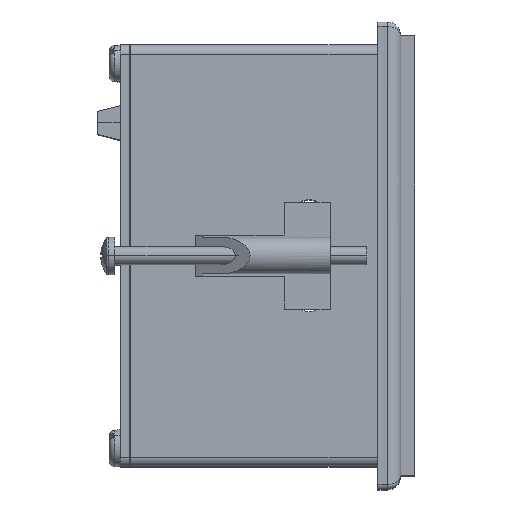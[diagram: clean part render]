
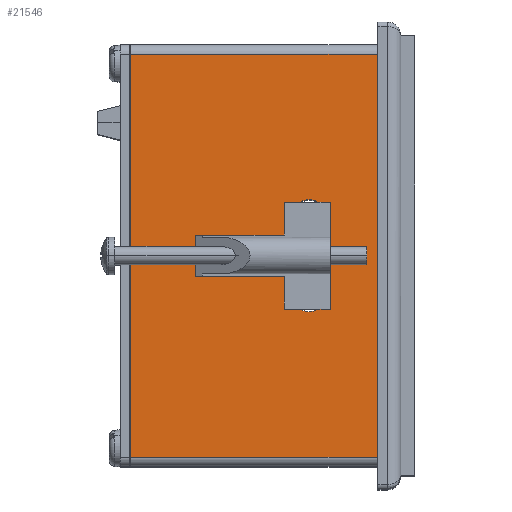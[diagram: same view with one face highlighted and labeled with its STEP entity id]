
A CAD part, top view. The second image highlights one B-rep face of the part: STEP entity #21546.
In plain terms, the highlighted face is planar.
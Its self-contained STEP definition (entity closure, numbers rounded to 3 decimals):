
#8036 = CARTESIAN_POINT ( 'NONE',  ( 0., 2., 56. ) ) ;
#13551 = DIRECTION ( 'NONE',  ( 0., 0., 1. ) ) ;
#13552 = VECTOR ( 'NONE', #13551, 1000. ) ;
#13553 = CARTESIAN_POINT ( 'NONE',  ( 0., 2., 56. ) ) ;
#13563 = LINE ( 'NONE', #13553, #13552 ) ;
#15306 = EDGE_CURVE ( 'NONE', #15308, #43888, #25946, .T. ) ;
#15308 = VERTEX_POINT ( 'NONE', #25948 ) ;
#15426 = EDGE_CURVE ( 'NONE', #51641, #34196, #26432, .T. ) ;
#15437 = VERTEX_POINT ( 'NONE', #26416 ) ;
#16056 = ORIENTED_EDGE ( 'NONE', *, *, #15426, .F. ) ;
#16336 = VERTEX_POINT ( 'NONE', #8036 ) ;
#16337 = ORIENTED_EDGE ( 'NONE', *, *, #34380, .F. ) ;
#16339 = ORIENTED_EDGE ( 'NONE', *, *, #15306, .T. ) ;
#17444 = ORIENTED_EDGE ( 'NONE', *, *, #17450, .T. ) ;
#17450 = EDGE_CURVE ( 'NONE', #43888, #16336, #13563, .T. ) ;
#21538 = ORIENTED_EDGE ( 'NONE', *, *, #44466, .F. ) ;
#21539 = ORIENTED_EDGE ( 'NONE', *, *, #21547, .F. ) ;
#21540 = EDGE_LOOP ( 'NONE', ( #21539, #21538 ) ) ;
#21541 = ORIENTED_EDGE ( 'NONE', *, *, #35361, .F. ) ;
#21542 = EDGE_LOOP ( 'NONE', ( #16339, #17444, #16337, #34099 ) ) ;
#21543 = EDGE_LOOP ( 'NONE', ( #16056, #21541 ) ) ;
#21546 = ADVANCED_FACE ( 'NONE', ( #44318, #44289, #44227 ), #44287, .F. ) ;
#21547 = EDGE_CURVE ( 'NONE', #44442, #53051, #44376, .T. ) ;
#25943 = DIRECTION ( 'NONE',  ( 0., -1., 0. ) ) ;
#25944 = VECTOR ( 'NONE', #25943, 1000. ) ;
#25946 = LINE ( 'NONE', #25958, #25944 ) ;
#25948 = CARTESIAN_POINT ( 'NONE',  ( 0., 90., 0. ) ) ;
#25958 = CARTESIAN_POINT ( 'NONE',  ( 0., 0., 0. ) ) ;
#26416 = CARTESIAN_POINT ( 'NONE',  ( 0., 90., 56. ) ) ;
#26420 = DIRECTION ( 'NONE',  ( 0., -1., 0. ) ) ;
#26421 = DIRECTION ( 'NONE',  ( -1., 0., 0. ) ) ;
#26422 = CARTESIAN_POINT ( 'NONE',  ( 0., 55., 39. ) ) ;
#26423 = AXIS2_PLACEMENT_3D ( 'NONE', #26422, #26421, #26420 ) ;
#26432 = CIRCLE ( 'NONE', #26423, 3.25 ) ;
#34099 = ORIENTED_EDGE ( 'NONE', *, *, #34387, .T. ) ;
#34196 = VERTEX_POINT ( 'NONE', #38356 ) ;
#34380 = EDGE_CURVE ( 'NONE', #15437, #16336, #39110, .T. ) ;
#34387 = EDGE_CURVE ( 'NONE', #15437, #15308, #39169, .T. ) ;
#35361 = EDGE_CURVE ( 'NONE', #34196, #51641, #39414, .T. ) ;
#38356 = CARTESIAN_POINT ( 'NONE',  ( 0., 58.25, 39. ) ) ;
#39110 = LINE ( 'NONE', #39138, #39201 ) ;
#39138 = CARTESIAN_POINT ( 'NONE',  ( 0., 0., 56. ) ) ;
#39166 = DIRECTION ( 'NONE',  ( 0., 0., -1. ) ) ;
#39167 = VECTOR ( 'NONE', #39166, 1000. ) ;
#39169 = LINE ( 'NONE', #39182, #39167 ) ;
#39182 = CARTESIAN_POINT ( 'NONE',  ( 0., 90., 56. ) ) ;
#39199 = DIRECTION ( 'NONE',  ( 0., -1., 0. ) ) ;
#39201 = VECTOR ( 'NONE', #39199, 1000. ) ;
#39414 = CIRCLE ( 'NONE', #39495, 3.25 ) ;
#39474 = DIRECTION ( 'NONE',  ( 0., -1., 0. ) ) ;
#39485 = CARTESIAN_POINT ( 'NONE',  ( 0., 55., 39. ) ) ;
#39492 = DIRECTION ( 'NONE',  ( -1., 0., 0. ) ) ;
#39495 = AXIS2_PLACEMENT_3D ( 'NONE', #39485, #39492, #39474 ) ;
#43888 = VERTEX_POINT ( 'NONE', #48467 ) ;
#44227 = FACE_OUTER_BOUND ( 'NONE', #21542, .T. ) ;
#44284 = CARTESIAN_POINT ( 'NONE',  ( 0., 0., 56. ) ) ;
#44287 = PLANE ( 'NONE',  #44327 ) ;
#44289 = FACE_BOUND ( 'NONE', #21543, .T. ) ;
#44305 = DIRECTION ( 'NONE',  ( 1., 0., 0. ) ) ;
#44318 = FACE_BOUND ( 'NONE', #21540, .T. ) ;
#44327 = AXIS2_PLACEMENT_3D ( 'NONE', #44284, #44305, #44375 ) ;
#44366 = DIRECTION ( 'NONE',  ( 0., -1., 0. ) ) ;
#44368 = DIRECTION ( 'NONE',  ( -1., 0., 0. ) ) ;
#44369 = CARTESIAN_POINT ( 'NONE',  ( 0., 37., 39. ) ) ;
#44370 = AXIS2_PLACEMENT_3D ( 'NONE', #44369, #44368, #44366 ) ;
#44375 = DIRECTION ( 'NONE',  ( 0., 1., 0. ) ) ;
#44376 = CIRCLE ( 'NONE', #44370, 3.25 ) ;
#44442 = VERTEX_POINT ( 'NONE', #49187 ) ;
#44466 = EDGE_CURVE ( 'NONE', #53051, #44442, #49236, .T. ) ;
#48467 = CARTESIAN_POINT ( 'NONE',  ( 0., 2., 0. ) ) ;
#49187 = CARTESIAN_POINT ( 'NONE',  ( 0., 33.75, 39. ) ) ;
#49224 = CARTESIAN_POINT ( 'NONE',  ( 0., 37., 39. ) ) ;
#49236 = CIRCLE ( 'NONE', #49331, 3.25 ) ;
#49327 = DIRECTION ( 'NONE',  ( 0., -1., 0. ) ) ;
#49329 = DIRECTION ( 'NONE',  ( -1., 0., 0. ) ) ;
#49331 = AXIS2_PLACEMENT_3D ( 'NONE', #49224, #49329, #49327 ) ;
#49389 = CARTESIAN_POINT ( 'NONE',  ( 0., 51.75, 39. ) ) ;
#50691 = CARTESIAN_POINT ( 'NONE',  ( 0., 40.25, 39. ) ) ;
#51641 = VERTEX_POINT ( 'NONE', #49389 ) ;
#53051 = VERTEX_POINT ( 'NONE', #50691 ) ;
